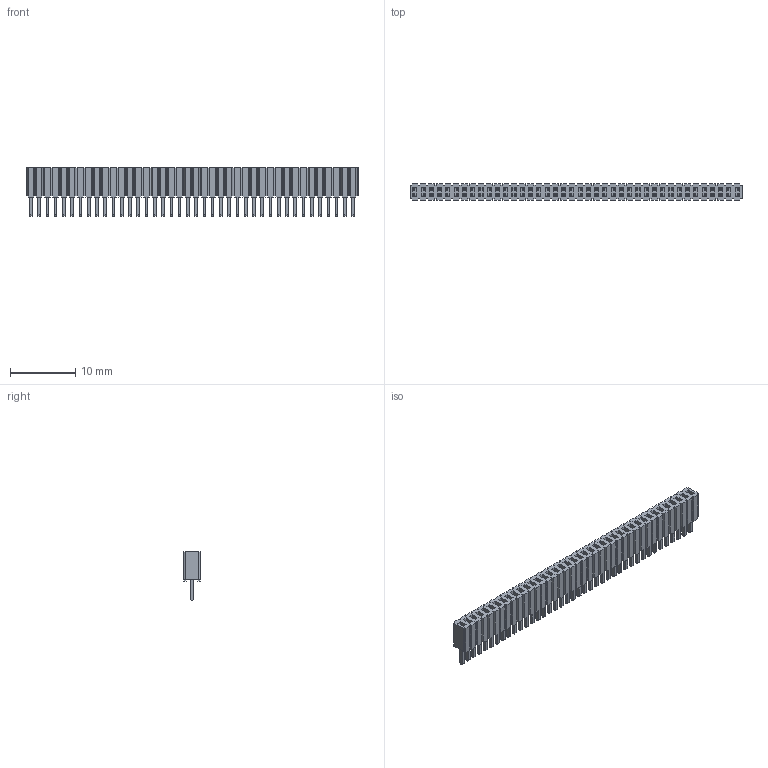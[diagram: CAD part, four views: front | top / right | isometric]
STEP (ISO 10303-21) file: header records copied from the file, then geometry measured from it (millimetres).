
FILE_DESCRIPTION(('FreeCAD Model'),'2;1');
FILE_NAME('Open CASCADE Shape Model','2025-01-08T13:25:35',(''),(''), 'Open CASCADE STEP processor 7.8','FreeCAD','Unknown');
FILE_SCHEMA(('AUTOMOTIVE_DESIGN { 1 0 10303 214 1 1 1 1 }'));
Length unit declared in the file: millimetre
Products named in the file (2): SLM-140-01-S_socket; C-29-01-40-S
Bounding box: 51.03 x 2.54 x 7.49 mm (x, y, z)
Volume: 487.2 mm3; surface area: 2211.4 mm2
Topology: 2 solids, 2 shells, 1456 faces, 3956 edges, 2584 vertices
Faces by surface type: plane 1416, cylinder 40
Entity records: 44800 total; most frequent: CARTESIAN_POINT 7997, ORIENTED_EDGE 7912, DIRECTION 6950, EDGE_CURVE 3956, LINE 3876, VECTOR 3876, VERTEX_POINT 2584, AXIS2_PLACEMENT_3D 1537
